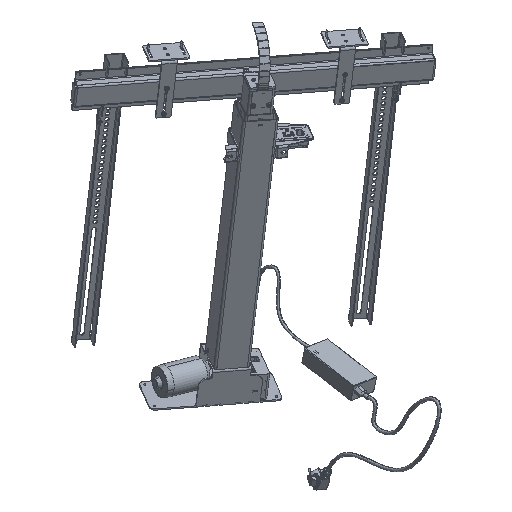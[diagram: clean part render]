
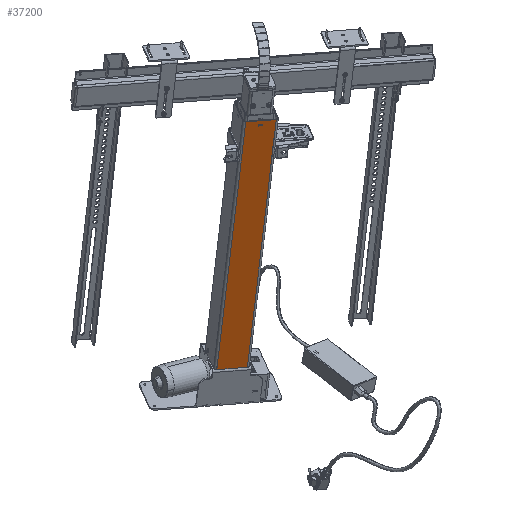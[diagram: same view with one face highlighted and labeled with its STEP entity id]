
A CAD part, isometric view. The second image highlights one B-rep face of the part: STEP entity #37200.
In plain terms, the highlighted face is planar.
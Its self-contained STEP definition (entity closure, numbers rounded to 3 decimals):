
#1878 = ORIENTED_EDGE ( 'NONE', *, *, #28724, .T. ) ;
#2393 = FACE_OUTER_BOUND ( 'NONE', #6891, .T. ) ;
#2825 = CARTESIAN_POINT ( 'NONE',  ( -30., -35., 573. ) ) ;
#4829 = AXIS2_PLACEMENT_3D ( 'NONE', #2825, #29627, #56432 ) ;
#5465 = DIRECTION ( 'NONE',  ( 0., 1., 0. ) ) ;
#5731 = DIRECTION ( 'NONE',  ( 1., 0., 0. ) ) ;
#6891 = EDGE_LOOP ( 'NONE', ( #20341, #74473, #61643, #77002 ) ) ;
#8887 = CARTESIAN_POINT ( 'NONE',  ( 3., -35., 560.9 ) ) ;
#8967 = VERTEX_POINT ( 'NONE', #70568 ) ;
#9398 = DIRECTION ( 'NONE',  ( 0., 0., 1. ) ) ;
#11187 = EDGE_CURVE ( 'NONE', #77286, #82952, #18948, .T. ) ;
#11728 = EDGE_CURVE ( 'NONE', #71003, #63108, #59418, .T. ) ;
#13350 = DIRECTION ( 'NONE',  ( 0., 0., 1. ) ) ;
#13519 = ORIENTED_EDGE ( 'NONE', *, *, #24403, .T. ) ;
#13986 = VERTEX_POINT ( 'NONE', #62700 ) ;
#14268 = CARTESIAN_POINT ( 'NONE',  ( -30., -35., 573. ) ) ;
#18030 = VERTEX_POINT ( 'NONE', #49020 ) ;
#18355 = VERTEX_POINT ( 'NONE', #31274 ) ;
#18948 = CIRCLE ( 'NONE', #80715, 0.5 ) ;
#19343 = EDGE_CURVE ( 'NONE', #82191, #13986, #46914, .T. ) ;
#20341 = ORIENTED_EDGE ( 'NONE', *, *, #50518, .T. ) ;
#20788 = CIRCLE ( 'NONE', #74111, 0.5 ) ;
#21242 = VECTOR ( 'NONE', #33094, 1000. ) ;
#21848 = VECTOR ( 'NONE', #85375, 1000. ) ;
#23666 = CARTESIAN_POINT ( 'NONE',  ( 3., -35., 561.4 ) ) ;
#24403 = EDGE_CURVE ( 'NONE', #82066, #64383, #20788, .T. ) ;
#26012 = CARTESIAN_POINT ( 'NONE',  ( -30., -35., 573. ) ) ;
#26644 = AXIS2_PLACEMENT_3D ( 'NONE', #77491, #69586, #9398 ) ;
#28030 = VECTOR ( 'NONE', #59115, 1000. ) ;
#28724 = EDGE_CURVE ( 'NONE', #64383, #77286, #40186, .T. ) ;
#29354 = ORIENTED_EDGE ( 'NONE', *, *, #11187, .T. ) ;
#29623 = ORIENTED_EDGE ( 'NONE', *, *, #84702, .T. ) ;
#29627 = DIRECTION ( 'NONE',  ( 0., 1., 0. ) ) ;
#29858 = LINE ( 'NONE', #76431, #42335 ) ;
#30448 = DIRECTION ( 'NONE',  ( 0., 0., 1. ) ) ;
#31274 = CARTESIAN_POINT ( 'NONE',  ( 30., -35., 0. ) ) ;
#32646 = LINE ( 'NONE', #54180, #21242 ) ;
#33094 = DIRECTION ( 'NONE',  ( 0., 0., -1. ) ) ;
#33110 = VECTOR ( 'NONE', #71228, 1000. ) ;
#33973 = CARTESIAN_POINT ( 'NONE',  ( -3.5, -35., 560.9 ) ) ;
#34203 = ORIENTED_EDGE ( 'NONE', *, *, #73187, .T. ) ;
#34292 = VERTEX_POINT ( 'NONE', #73465 ) ;
#34482 = CARTESIAN_POINT ( 'NONE',  ( -3., -35., 560.9 ) ) ;
#35675 = AXIS2_PLACEMENT_3D ( 'NONE', #40699, #81570, #30448 ) ;
#37138 = ORIENTED_EDGE ( 'NONE', *, *, #19343, .T. ) ;
#37200 = ADVANCED_FACE ( 'NONE', ( #41940, #2393 ), #75339, .F. ) ;
#38463 = CARTESIAN_POINT ( 'NONE',  ( -3.5, -35., 564.2 ) ) ;
#40186 = LINE ( 'NONE', #73564, #28030 ) ;
#40699 = CARTESIAN_POINT ( 'NONE',  ( -3., -35., 564.2 ) ) ;
#41940 = FACE_BOUND ( 'NONE', #71531, .T. ) ;
#42335 = VECTOR ( 'NONE', #62839, 1000. ) ;
#43234 = DIRECTION ( 'NONE',  ( 1., 0., 0. ) ) ;
#43660 = LINE ( 'NONE', #57299, #74533 ) ;
#44438 = CARTESIAN_POINT ( 'NONE',  ( 3.5, -35., 560.9 ) ) ;
#45738 = LINE ( 'NONE', #59352, #61264 ) ;
#46914 = CIRCLE ( 'NONE', #35675, 0.5 ) ;
#47959 = EDGE_CURVE ( 'NONE', #18030, #34292, #64547, .T. ) ;
#47994 = CARTESIAN_POINT ( 'NONE',  ( -3.5, -35., 561.4 ) ) ;
#49020 = CARTESIAN_POINT ( 'NONE',  ( 3., -35., 564.7 ) ) ;
#50518 = EDGE_CURVE ( 'NONE', #63108, #18355, #43660, .T. ) ;
#52841 = ORIENTED_EDGE ( 'NONE', *, *, #47959, .T. ) ;
#54180 = CARTESIAN_POINT ( 'NONE',  ( 30., -35., 573. ) ) ;
#56114 = CARTESIAN_POINT ( 'NONE',  ( 3.5, -35., 561.4 ) ) ;
#56432 = DIRECTION ( 'NONE',  ( 0., 0., 1. ) ) ;
#57299 = CARTESIAN_POINT ( 'NONE',  ( -30., -35., 0. ) ) ;
#59115 = DIRECTION ( 'NONE',  ( -1., 0., 0. ) ) ;
#59352 = CARTESIAN_POINT ( 'NONE',  ( -30., -35., 573. ) ) ;
#59418 = LINE ( 'NONE', #26012, #21848 ) ;
#59524 = CARTESIAN_POINT ( 'NONE',  ( -3., -35., 561.4 ) ) ;
#59790 = LINE ( 'NONE', #44438, #33110 ) ;
#61235 = DIRECTION ( 'NONE',  ( 0., 0., 1. ) ) ;
#61264 = VECTOR ( 'NONE', #5731, 1000. ) ;
#61643 = ORIENTED_EDGE ( 'NONE', *, *, #77873, .F. ) ;
#62700 = CARTESIAN_POINT ( 'NONE',  ( -3., -35., 564.7 ) ) ;
#62839 = DIRECTION ( 'NONE',  ( 1., 0., 0. ) ) ;
#63108 = VERTEX_POINT ( 'NONE', #78794 ) ;
#64383 = VERTEX_POINT ( 'NONE', #8887 ) ;
#64547 = CIRCLE ( 'NONE', #26644, 0.5 ) ;
#67366 = LINE ( 'NONE', #33973, #79790 ) ;
#68825 = ORIENTED_EDGE ( 'NONE', *, *, #70111, .T. ) ;
#69586 = DIRECTION ( 'NONE',  ( 0., 1., 0. ) ) ;
#70111 = EDGE_CURVE ( 'NONE', #34292, #82066, #59790, .T. ) ;
#70568 = CARTESIAN_POINT ( 'NONE',  ( 30., -35., 573. ) ) ;
#71003 = VERTEX_POINT ( 'NONE', #14268 ) ;
#71228 = DIRECTION ( 'NONE',  ( 0., 0., -1. ) ) ;
#71531 = EDGE_LOOP ( 'NONE', ( #34203, #37138, #29623, #52841, #68825, #13519, #1878, #29354 ) ) ;
#73187 = EDGE_CURVE ( 'NONE', #82952, #82191, #67366, .T. ) ;
#73465 = CARTESIAN_POINT ( 'NONE',  ( 3.5, -35., 564.2 ) ) ;
#73564 = CARTESIAN_POINT ( 'NONE',  ( -3.5, -35., 560.9 ) ) ;
#74111 = AXIS2_PLACEMENT_3D ( 'NONE', #23666, #77702, #84327 ) ;
#74473 = ORIENTED_EDGE ( 'NONE', *, *, #84201, .F. ) ;
#74533 = VECTOR ( 'NONE', #43234, 1000. ) ;
#75339 = PLANE ( 'NONE',  #4829 ) ;
#76431 = CARTESIAN_POINT ( 'NONE',  ( -3.5, -35., 564.7 ) ) ;
#77002 = ORIENTED_EDGE ( 'NONE', *, *, #11728, .T. ) ;
#77286 = VERTEX_POINT ( 'NONE', #34482 ) ;
#77491 = CARTESIAN_POINT ( 'NONE',  ( 3., -35., 564.2 ) ) ;
#77702 = DIRECTION ( 'NONE',  ( 0., 1., 0. ) ) ;
#77873 = EDGE_CURVE ( 'NONE', #71003, #8967, #45738, .T. ) ;
#78794 = CARTESIAN_POINT ( 'NONE',  ( -30., -35., 0. ) ) ;
#79790 = VECTOR ( 'NONE', #61235, 1000. ) ;
#80715 = AXIS2_PLACEMENT_3D ( 'NONE', #59524, #5465, #13350 ) ;
#81570 = DIRECTION ( 'NONE',  ( 0., 1., 0. ) ) ;
#82066 = VERTEX_POINT ( 'NONE', #56114 ) ;
#82191 = VERTEX_POINT ( 'NONE', #38463 ) ;
#82952 = VERTEX_POINT ( 'NONE', #47994 ) ;
#84201 = EDGE_CURVE ( 'NONE', #8967, #18355, #32646, .T. ) ;
#84327 = DIRECTION ( 'NONE',  ( 0., 0., 1. ) ) ;
#84702 = EDGE_CURVE ( 'NONE', #13986, #18030, #29858, .T. ) ;
#85375 = DIRECTION ( 'NONE',  ( 0., 0., -1. ) ) ;
